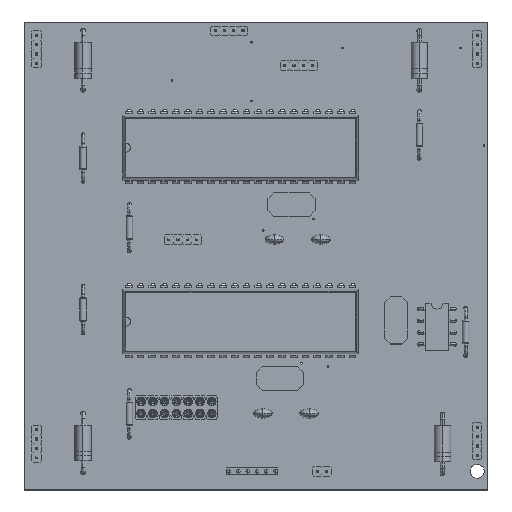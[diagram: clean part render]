
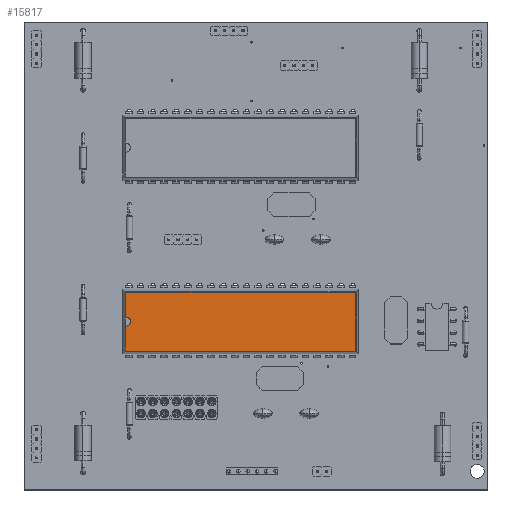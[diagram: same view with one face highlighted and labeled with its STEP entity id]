
A CAD part, top view. The second image highlights one B-rep face of the part: STEP entity #15817.
In plain terms, the highlighted face is planar.
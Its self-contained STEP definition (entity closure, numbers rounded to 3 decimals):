
#13991 = VERTEX_POINT('',#13992);
#13992 = CARTESIAN_POINT('',(1.,6.5,-24.783));
#14011 = EDGE_CURVE('',#14012,#13991,#14014,.T.);
#14012 = VERTEX_POINT('',#14013);
#14013 = CARTESIAN_POINT('',(0.,6.5,-23.783));
#14014 = CIRCLE('',#14015,1.);
#14015 = AXIS2_PLACEMENT_3D('',#14016,#14017,#14018);
#14016 = CARTESIAN_POINT('',(0.,6.5,-24.783));
#14017 = DIRECTION('',(0.,1.,0.));
#14018 = DIRECTION('',(0.,0.,1.));
#15646 = VERTEX_POINT('',#15647);
#15647 = CARTESIAN_POINT('',(-1.,6.5,-24.783));
#15675 = VERTEX_POINT('',#15676);
#15676 = CARTESIAN_POINT('',(-6.368,6.5,-24.783));
#15683 = EDGE_CURVE('',#15646,#15675,#15684,.T.);
#15684 = LINE('',#15685,#15686);
#15685 = CARTESIAN_POINT('',(-6.452,6.5,-24.783));
#15686 = VECTOR('',#15687,1.);
#15687 = DIRECTION('',(-1.,0.,0.));
#15817 = ADVANCED_FACE('',(#15818),#15859,.F.);
#15818 = FACE_BOUND('',#15819,.T.);
#15819 = EDGE_LOOP('',(#15820,#15828,#15829,#15836,#15837,#15845,#15853)
  );
#15820 = ORIENTED_EDGE('',*,*,#15821,.T.);
#15821 = EDGE_CURVE('',#15822,#13991,#15824,.T.);
#15822 = VERTEX_POINT('',#15823);
#15823 = CARTESIAN_POINT('',(6.368,6.5,-24.783));
#15824 = LINE('',#15825,#15826);
#15825 = CARTESIAN_POINT('',(-6.452,6.5,-24.783));
#15826 = VECTOR('',#15827,1.);
#15827 = DIRECTION('',(-1.,0.,0.));
#15828 = ORIENTED_EDGE('',*,*,#14011,.F.);
#15829 = ORIENTED_EDGE('',*,*,#15830,.F.);
#15830 = EDGE_CURVE('',#15646,#14012,#15831,.T.);
#15831 = CIRCLE('',#15832,1.);
#15832 = AXIS2_PLACEMENT_3D('',#15833,#15834,#15835);
#15833 = CARTESIAN_POINT('',(0.,6.5,-24.783));
#15834 = DIRECTION('',(0.,1.,0.));
#15835 = DIRECTION('',(0.,0.,1.));
#15836 = ORIENTED_EDGE('',*,*,#15683,.T.);
#15837 = ORIENTED_EDGE('',*,*,#15838,.T.);
#15838 = EDGE_CURVE('',#15675,#15839,#15841,.T.);
#15839 = VERTEX_POINT('',#15840);
#15840 = CARTESIAN_POINT('',(-6.368,6.5,24.783));
#15841 = LINE('',#15842,#15843);
#15842 = CARTESIAN_POINT('',(-6.368,6.5,24.867));
#15843 = VECTOR('',#15844,1.);
#15844 = DIRECTION('',(0.,0.,1.));
#15845 = ORIENTED_EDGE('',*,*,#15846,.T.);
#15846 = EDGE_CURVE('',#15839,#15847,#15849,.T.);
#15847 = VERTEX_POINT('',#15848);
#15848 = CARTESIAN_POINT('',(6.368,6.5,24.783));
#15849 = LINE('',#15850,#15851);
#15850 = CARTESIAN_POINT('',(6.452,6.5,24.783));
#15851 = VECTOR('',#15852,1.);
#15852 = DIRECTION('',(1.,0.,0.));
#15853 = ORIENTED_EDGE('',*,*,#15854,.T.);
#15854 = EDGE_CURVE('',#15847,#15822,#15855,.T.);
#15855 = LINE('',#15856,#15857);
#15856 = CARTESIAN_POINT('',(6.368,6.5,-24.867));
#15857 = VECTOR('',#15858,1.);
#15858 = DIRECTION('',(0.,0.,-1.));
#15859 = PLANE('',#15860);
#15860 = AXIS2_PLACEMENT_3D('',#15861,#15862,#15863);
#15861 = CARTESIAN_POINT('',(-6.985,6.5,-25.4));
#15862 = DIRECTION('',(0.,-1.,0.));
#15863 = DIRECTION('',(0.,0.,-1.));
